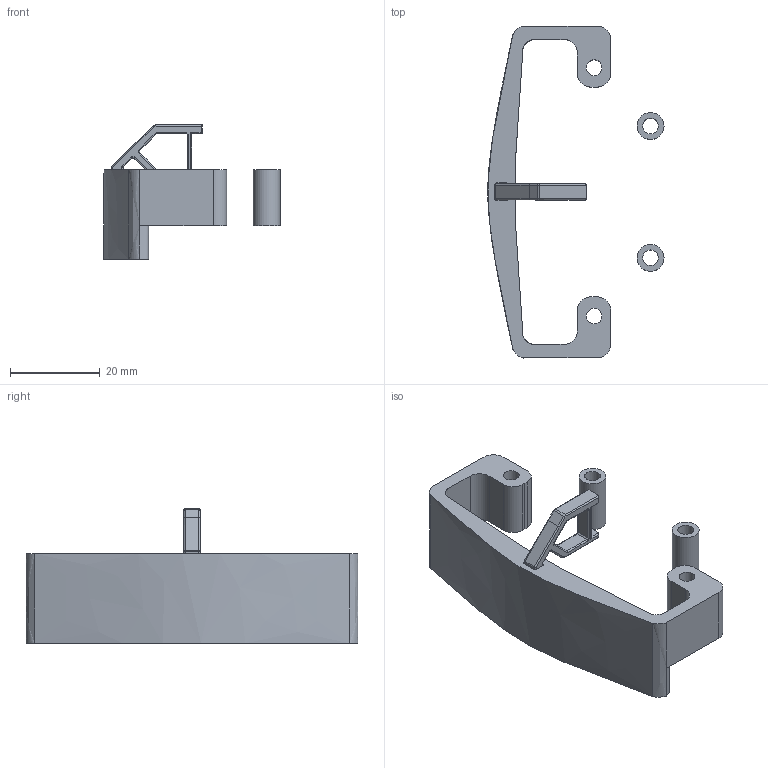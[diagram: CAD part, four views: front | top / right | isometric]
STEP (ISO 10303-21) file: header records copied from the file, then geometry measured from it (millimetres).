
FILE_DESCRIPTION(/* description */ (''),/* implementation_level */ '2;1');
FILE_NAME(/* name */ 'Bumperbar.step',/* time_stamp */ '2021-06-01T09:29:01+02:00',/* author */ (''),/* organization */ (''),/* preprocessor_version */ 'ST-DEVELOPER v18.1',/* originating_system */ 'Autodesk Translation Framework v10.9.0.1377',/* authorisation */ '');
FILE_SCHEMA (('AUTOMOTIVE_DESIGN { 1 0 10303 214 3 1 1 }'));
Length unit declared in the file: millimetre
Products named in the file (1): Bumperbar
Bounding box: 39.27 x 74 x 30 mm (x, y, z)
Volume: 10472.4 mm3; surface area: 7392.2 mm2
Topology: 4 solids, 4 shells, 152 faces, 361 edges, 216 vertices
Faces by surface type: cylinder 60, plane 52, bspline 34, sphere 6
Full cylindrical faces by diameter (mm): 3.5 x4, 6 x2
Entity records: 6171 total; most frequent: CARTESIAN_POINT 2840, ORIENTED_EDGE 718, DIRECTION 611, EDGE_CURVE 359, VERTEX_POINT 216, LINE 205, VECTOR 205, AXIS2_PLACEMENT_3D 203
